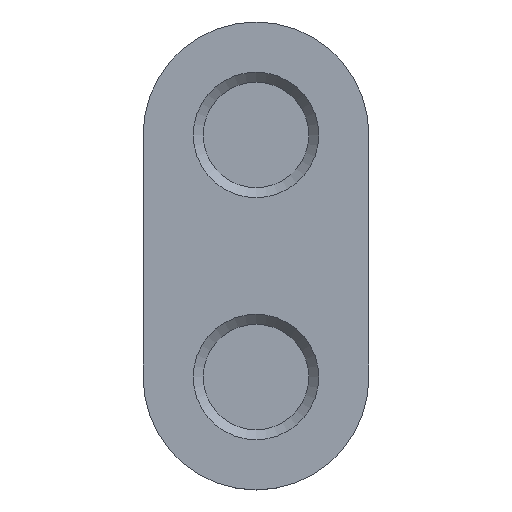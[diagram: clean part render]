
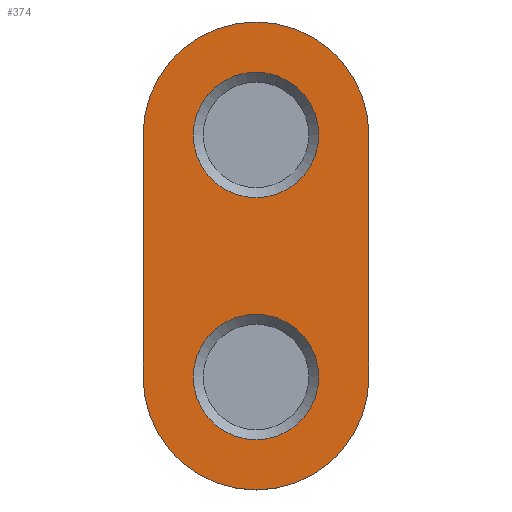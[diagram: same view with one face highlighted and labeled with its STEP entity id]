
A CAD part, top view. The second image highlights one B-rep face of the part: STEP entity #374.
In plain terms, the highlighted planar face has unit normal (0, 0, 1).
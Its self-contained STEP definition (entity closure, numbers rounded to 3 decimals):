
#27=FACE_BOUND('',#69,.T.);
#28=FACE_BOUND('',#70,.T.);
#33=PLANE('',#422);
#42=FACE_OUTER_BOUND('',#68,.T.);
#68=EDGE_LOOP('',(#263,#264,#265,#266));
#69=EDGE_LOOP('',(#267));
#70=EDGE_LOOP('',(#268));
#100=LINE('',#639,#116);
#101=LINE('',#643,#117);
#116=VECTOR('',#494,10.);
#117=VECTOR('',#497,10.);
#131=CIRCLE('',#420,1.557);
#133=CIRCLE('',#423,2.8);
#134=CIRCLE('',#424,2.8);
#135=CIRCLE('',#425,1.557);
#169=VERTEX_POINT('',#631);
#171=VERTEX_POINT('',#637);
#172=VERTEX_POINT('',#638);
#173=VERTEX_POINT('',#640);
#174=VERTEX_POINT('',#642);
#175=VERTEX_POINT('',#645);
#205=EDGE_CURVE('',#169,#169,#131,.T.);
#208=EDGE_CURVE('',#171,#172,#100,.T.);
#209=EDGE_CURVE('',#173,#171,#133,.T.);
#210=EDGE_CURVE('',#174,#173,#101,.T.);
#211=EDGE_CURVE('',#172,#174,#134,.T.);
#212=EDGE_CURVE('',#175,#175,#135,.T.);
#263=ORIENTED_EDGE('',*,*,#208,.F.);
#264=ORIENTED_EDGE('',*,*,#209,.F.);
#265=ORIENTED_EDGE('',*,*,#210,.F.);
#266=ORIENTED_EDGE('',*,*,#211,.F.);
#267=ORIENTED_EDGE('',*,*,#212,.F.);
#268=ORIENTED_EDGE('',*,*,#205,.F.);
#374=ADVANCED_FACE('',(#42,#27,#28),#33,.T.);
#420=AXIS2_PLACEMENT_3D('',#632,#487,#488);
#422=AXIS2_PLACEMENT_3D('',#636,#492,#493);
#423=AXIS2_PLACEMENT_3D('',#641,#495,#496);
#424=AXIS2_PLACEMENT_3D('',#644,#498,#499);
#425=AXIS2_PLACEMENT_3D('',#646,#500,#501);
#487=DIRECTION('center_axis',(0.,0.,1.));
#488=DIRECTION('ref_axis',(-1.,0.,0.));
#492=DIRECTION('center_axis',(0.,0.,1.));
#493=DIRECTION('ref_axis',(1.,0.,0.));
#494=DIRECTION('',(0.,1.,0.));
#495=DIRECTION('center_axis',(0.,0.,-1.));
#496=DIRECTION('ref_axis',(-1.,0.,0.));
#497=DIRECTION('',(0.,-1.,0.));
#498=DIRECTION('center_axis',(0.,0.,-1.));
#499=DIRECTION('ref_axis',(1.,0.,0.));
#500=DIRECTION('center_axis',(0.,0.,1.));
#501=DIRECTION('ref_axis',(-1.,0.,0.));
#631=CARTESIAN_POINT('',(7.557,-5.5,0.5));
#632=CARTESIAN_POINT('Origin',(6.,-5.5,0.5));
#636=CARTESIAN_POINT('Origin',(6.,-8.5,0.5));
#637=CARTESIAN_POINT('',(3.2,-11.5,0.5));
#638=CARTESIAN_POINT('',(3.2,-5.5,0.5));
#639=CARTESIAN_POINT('',(3.2,-7.,0.5));
#640=CARTESIAN_POINT('',(8.8,-11.5,0.5));
#641=CARTESIAN_POINT('Origin',(6.,-11.5,0.5));
#642=CARTESIAN_POINT('',(8.8,-5.5,0.5));
#643=CARTESIAN_POINT('',(8.8,-10.,0.5));
#644=CARTESIAN_POINT('Origin',(6.,-5.5,0.5));
#645=CARTESIAN_POINT('',(7.557,-11.5,0.5));
#646=CARTESIAN_POINT('Origin',(6.,-11.5,0.5));
